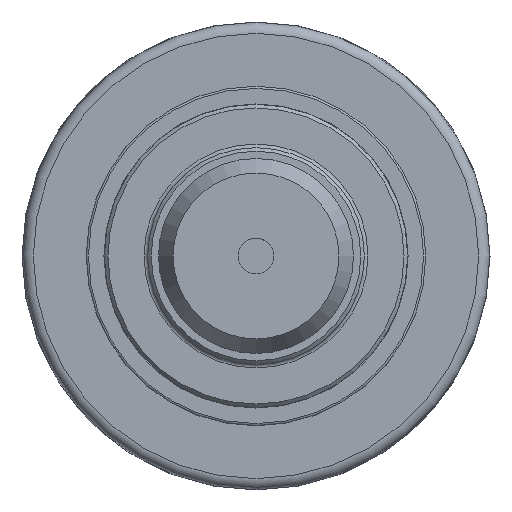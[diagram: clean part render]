
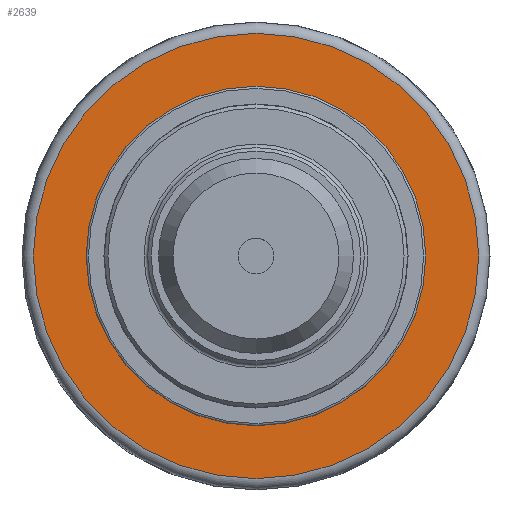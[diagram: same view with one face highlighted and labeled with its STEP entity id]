
A CAD part, left-side view. The second image highlights one B-rep face of the part: STEP entity #2639.
In plain terms, the highlighted planar face has unit normal (-1, 0, 0).
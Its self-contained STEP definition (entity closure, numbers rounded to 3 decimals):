
#386=FACE_BOUND('',#655,.T.);
#426=PLANE('',#2879);
#503=FACE_OUTER_BOUND('',#654,.T.);
#654=EDGE_LOOP('',(#1861,#1862));
#655=EDGE_LOOP('',(#1863,#1864));
#857=CIRCLE('',#2877,30.828);
#858=CIRCLE('',#2878,30.828);
#859=CIRCLE('',#2880,23.5);
#860=CIRCLE('',#2881,23.5);
#1078=VERTEX_POINT('',#4251);
#1079=VERTEX_POINT('',#4253);
#1080=VERTEX_POINT('',#4257);
#1081=VERTEX_POINT('',#4258);
#1378=EDGE_CURVE('',#1078,#1079,#857,.T.);
#1379=EDGE_CURVE('',#1079,#1078,#858,.T.);
#1380=EDGE_CURVE('',#1080,#1081,#859,.T.);
#1381=EDGE_CURVE('',#1081,#1080,#860,.T.);
#1861=ORIENTED_EDGE('',*,*,#1379,.F.);
#1862=ORIENTED_EDGE('',*,*,#1378,.F.);
#1863=ORIENTED_EDGE('',*,*,#1380,.T.);
#1864=ORIENTED_EDGE('',*,*,#1381,.T.);
#2639=ADVANCED_FACE('',(#503,#386),#426,.T.);
#2877=AXIS2_PLACEMENT_3D('',#4254,#3377,#3378);
#2878=AXIS2_PLACEMENT_3D('',#4255,#3379,#3380);
#2879=AXIS2_PLACEMENT_3D('',#4256,#3381,#3382);
#2880=AXIS2_PLACEMENT_3D('',#4259,#3383,#3384);
#2881=AXIS2_PLACEMENT_3D('',#4260,#3385,#3386);
#3377=DIRECTION('center_axis',(1.,0.,0.));
#3378=DIRECTION('ref_axis',(0.,0.,-1.));
#3379=DIRECTION('center_axis',(1.,0.,0.));
#3380=DIRECTION('ref_axis',(0.,0.,-1.));
#3381=DIRECTION('center_axis',(-1.,0.,0.));
#3382=DIRECTION('ref_axis',(0.,-1.,0.));
#3383=DIRECTION('center_axis',(1.,0.,0.));
#3384=DIRECTION('ref_axis',(0.,0.,1.));
#3385=DIRECTION('center_axis',(1.,0.,0.));
#3386=DIRECTION('ref_axis',(0.,0.,1.));
#4251=CARTESIAN_POINT('',(-7.366,-29.26,0.));
#4253=CARTESIAN_POINT('',(-7.366,1.567,30.828));
#4254=CARTESIAN_POINT('Origin',(-7.366,1.567,0.));
#4255=CARTESIAN_POINT('Origin',(-7.366,1.567,0.));
#4256=CARTESIAN_POINT('Origin',(-7.366,1.567,27.9));
#4257=CARTESIAN_POINT('',(-7.366,1.567,23.5));
#4258=CARTESIAN_POINT('',(-7.366,1.567,-23.5));
#4259=CARTESIAN_POINT('Origin',(-7.366,1.567,0.));
#4260=CARTESIAN_POINT('Origin',(-7.366,1.567,0.));
